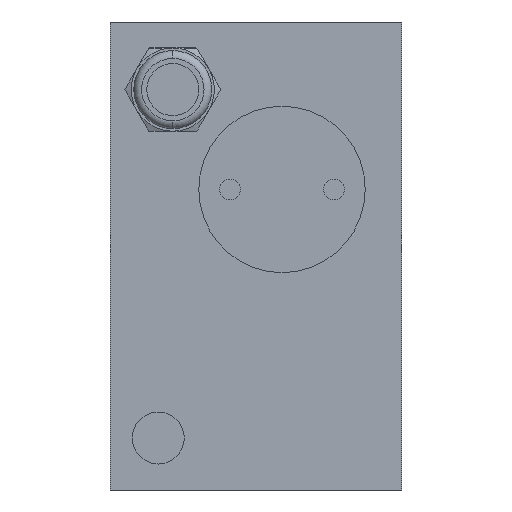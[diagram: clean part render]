
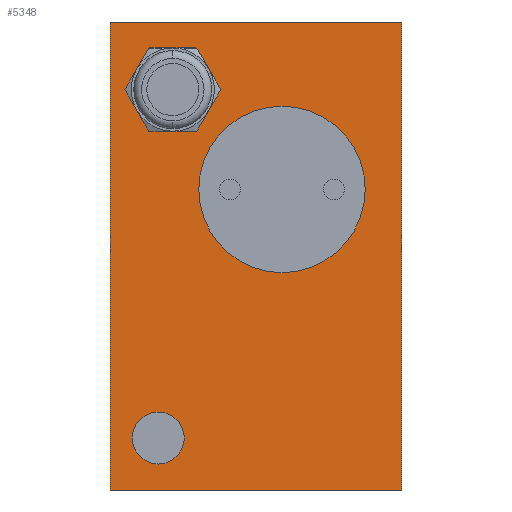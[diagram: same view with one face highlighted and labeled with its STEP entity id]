
A CAD part, left-side view. The second image highlights one B-rep face of the part: STEP entity #5348.
In plain terms, the highlighted planar face has unit normal (-1, 0, 0).
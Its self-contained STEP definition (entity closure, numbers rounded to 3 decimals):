
#25=DIRECTION('',(0.,-1.,0.));
#26=VECTOR('',#25,28.);
#27=CARTESIAN_POINT('',(0.,28.,0.));
#28=LINE('',#27,#26);
#603=DIRECTION('',(0.,0.,1.));
#604=VECTOR('',#603,45.);
#605=CARTESIAN_POINT('',(0.,28.,-45.));
#606=LINE('',#605,#604);
#647=DIRECTION('',(0.,-1.,0.));
#648=VECTOR('',#647,28.);
#649=CARTESIAN_POINT('',(0.,28.,-45.));
#650=LINE('',#649,#648);
#651=DIRECTION('',(0.,0.,1.));
#652=VECTOR('',#651,45.);
#653=CARTESIAN_POINT('',(0.,0.,-45.));
#654=LINE('',#653,#652);
#655=CARTESIAN_POINT('',(0.,11.5,-16.1));
#656=DIRECTION('',(1.,0.,0.));
#657=DIRECTION('',(0.,0.,-1.));
#658=AXIS2_PLACEMENT_3D('',#655,#656,#657);
#660=CARTESIAN_POINT('',(0.,11.5,-16.1));
#661=DIRECTION('',(1.,0.,0.));
#662=DIRECTION('',(0.,0.,1.));
#663=AXIS2_PLACEMENT_3D('',#660,#661,#662);
#665=CARTESIAN_POINT('',(0.,23.4,-40.));
#666=DIRECTION('',(1.,0.,0.));
#667=DIRECTION('',(0.,0.,-1.));
#668=AXIS2_PLACEMENT_3D('',#665,#666,#667);
#670=CARTESIAN_POINT('',(0.,23.4,-40.));
#671=DIRECTION('',(1.,0.,0.));
#672=DIRECTION('',(0.,0.,1.));
#673=AXIS2_PLACEMENT_3D('',#670,#671,#672);
#675=CARTESIAN_POINT('',(0.,22.,-6.5));
#676=DIRECTION('',(-1.,0.,0.));
#677=DIRECTION('',(0.,-0.866,0.5));
#678=AXIS2_PLACEMENT_3D('',#675,#676,#677);
#680=CARTESIAN_POINT('',(0.,22.,-6.5));
#681=DIRECTION('',(-1.,0.,0.));
#682=DIRECTION('',(0.,0.,1.));
#683=AXIS2_PLACEMENT_3D('',#680,#681,#682);
#685=CARTESIAN_POINT('',(0.,22.,-6.5));
#686=DIRECTION('',(-1.,0.,0.));
#687=DIRECTION('',(0.,0.866,0.5));
#688=AXIS2_PLACEMENT_3D('',#685,#686,#687);
#690=CARTESIAN_POINT('',(0.,22.,-6.5));
#691=DIRECTION('',(-1.,0.,0.));
#692=DIRECTION('',(0.,0.866,-0.5));
#693=AXIS2_PLACEMENT_3D('',#690,#691,#692);
#695=CARTESIAN_POINT('',(0.,22.,-6.5));
#696=DIRECTION('',(-1.,0.,0.));
#697=DIRECTION('',(0.,0.,-1.));
#698=AXIS2_PLACEMENT_3D('',#695,#696,#697);
#700=CARTESIAN_POINT('',(0.,22.,-6.5));
#701=DIRECTION('',(-1.,0.,0.));
#702=DIRECTION('',(0.,-0.866,-0.5));
#703=AXIS2_PLACEMENT_3D('',#700,#701,#702);
#3735=CARTESIAN_POINT('',(0.,0.,-45.));
#3736=VERTEX_POINT('',#3735);
#3737=CARTESIAN_POINT('',(0.,28.,-45.));
#3738=VERTEX_POINT('',#3737);
#3759=CARTESIAN_POINT('',(0.,0.,0.));
#3760=VERTEX_POINT('',#3759);
#3765=CARTESIAN_POINT('',(0.,28.,0.));
#3766=VERTEX_POINT('',#3765);
#3767=CARTESIAN_POINT('',(0.,11.5,-24.1));
#3768=CARTESIAN_POINT('',(0.,11.5,-8.1));
#3769=VERTEX_POINT('',#3767);
#3770=VERTEX_POINT('',#3768);
#3771=CARTESIAN_POINT('',(0.,23.4,-42.5));
#3772=CARTESIAN_POINT('',(0.,23.4,-37.5));
#3773=VERTEX_POINT('',#3771);
#3774=VERTEX_POINT('',#3772);
#4721=CARTESIAN_POINT('',(0.,18.536,-4.5));
#4722=CARTESIAN_POINT('',(0.,22.,-2.5));
#4723=VERTEX_POINT('',#4721);
#4724=VERTEX_POINT('',#4722);
#4725=CARTESIAN_POINT('',(0.,25.464,-8.5));
#4726=CARTESIAN_POINT('',(0.,22.,-10.5));
#4727=VERTEX_POINT('',#4725);
#4728=VERTEX_POINT('',#4726);
#4729=CARTESIAN_POINT('',(0.,18.536,-8.5));
#4730=VERTEX_POINT('',#4729);
#4731=CARTESIAN_POINT('',(0.,25.464,-4.5));
#4732=VERTEX_POINT('',#4731);
#5310=CARTESIAN_POINT('',(0.,14.,-22.5));
#5311=DIRECTION('',(1.,0.,0.));
#5312=DIRECTION('',(0.,-1.,0.));
#5313=AXIS2_PLACEMENT_3D('',#5310,#5311,#5312);
#5314=PLANE('',#5313);
#5315=ORIENTED_EDGE('',*,*,#5195,.F.);
#5316=ORIENTED_EDGE('',*,*,#5281,.T.);
#5317=ORIENTED_EDGE('',*,*,#4760,.T.);
#5319=ORIENTED_EDGE('',*,*,#5318,.F.);
#5320=EDGE_LOOP('',(#5315,#5316,#5317,#5319));
#5321=FACE_OUTER_BOUND('',#5320,.F.);
#5323=ORIENTED_EDGE('',*,*,#5322,.F.);
#5325=ORIENTED_EDGE('',*,*,#5324,.F.);
#5326=EDGE_LOOP('',(#5323,#5325));
#5327=FACE_BOUND('',#5326,.F.);
#5329=ORIENTED_EDGE('',*,*,#5328,.F.);
#5331=ORIENTED_EDGE('',*,*,#5330,.F.);
#5332=EDGE_LOOP('',(#5329,#5331));
#5333=FACE_BOUND('',#5332,.F.);
#5335=ORIENTED_EDGE('',*,*,#5334,.T.);
#5337=ORIENTED_EDGE('',*,*,#5336,.T.);
#5339=ORIENTED_EDGE('',*,*,#5338,.T.);
#5341=ORIENTED_EDGE('',*,*,#5340,.T.);
#5343=ORIENTED_EDGE('',*,*,#5342,.T.);
#5345=ORIENTED_EDGE('',*,*,#5344,.T.);
#5346=EDGE_LOOP('',(#5335,#5337,#5339,#5341,#5343,#5345));
#5347=FACE_BOUND('',#5346,.F.);
#5348=ADVANCED_FACE('',(#5321,#5327,#5333,#5347),#5314,.F.);
#659=CIRCLE('',#658,8.);
#664=CIRCLE('',#663,8.);
#669=CIRCLE('',#668,2.5);
#674=CIRCLE('',#673,2.5);
#679=CIRCLE('',#678,4.);
#684=CIRCLE('',#683,4.);
#689=CIRCLE('',#688,4.);
#694=CIRCLE('',#693,4.);
#699=CIRCLE('',#698,4.);
#704=CIRCLE('',#703,4.);
#4760=EDGE_CURVE('',#3766,#3760,#28,.T.);
#5195=EDGE_CURVE('',#3738,#3736,#650,.T.);
#5281=EDGE_CURVE('',#3738,#3766,#606,.T.);
#5318=EDGE_CURVE('',#3736,#3760,#654,.T.);
#5322=EDGE_CURVE('',#3769,#3770,#659,.T.);
#5324=EDGE_CURVE('',#3770,#3769,#664,.T.);
#5328=EDGE_CURVE('',#3773,#3774,#669,.T.);
#5330=EDGE_CURVE('',#3774,#3773,#674,.T.);
#5334=EDGE_CURVE('',#4723,#4724,#679,.T.);
#5336=EDGE_CURVE('',#4724,#4732,#684,.T.);
#5338=EDGE_CURVE('',#4732,#4727,#689,.T.);
#5340=EDGE_CURVE('',#4727,#4728,#694,.T.);
#5342=EDGE_CURVE('',#4728,#4730,#699,.T.);
#5344=EDGE_CURVE('',#4730,#4723,#704,.T.);
